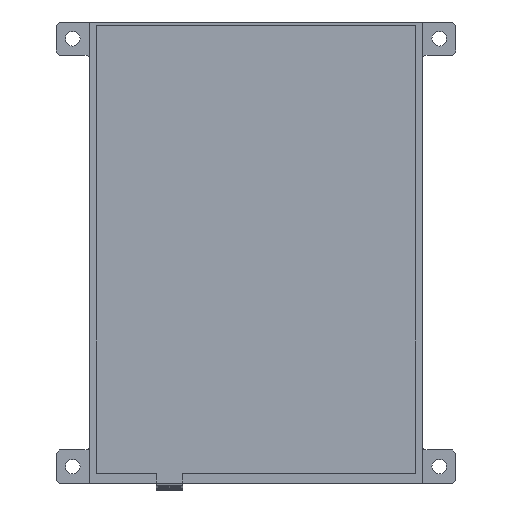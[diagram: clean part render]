
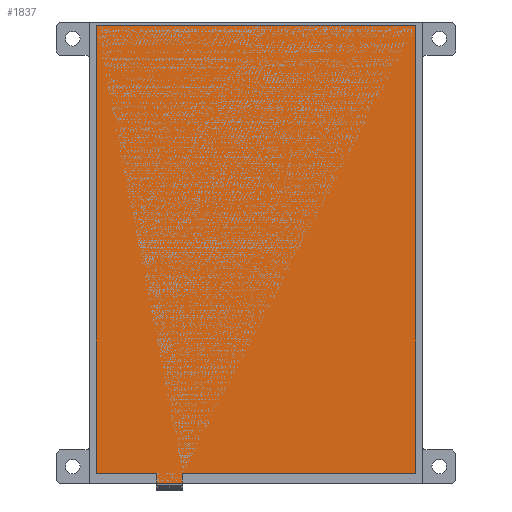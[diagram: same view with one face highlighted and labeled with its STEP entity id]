
A CAD part, top view. The second image highlights one B-rep face of the part: STEP entity #1837.
In plain terms, the highlighted planar face has unit normal (0, 0, 1).
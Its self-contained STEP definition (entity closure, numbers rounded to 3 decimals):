
#75 = VERTEX_POINT('',#76);
#76 = CARTESIAN_POINT('',(15.,1.,9.1));
#82 = EDGE_CURVE('',#83,#75,#85,.T.);
#83 = VERTEX_POINT('',#84);
#84 = CARTESIAN_POINT('',(15.,2.5,9.1));
#85 = LINE('',#86,#87);
#86 = CARTESIAN_POINT('',(15.,2.5,9.1));
#87 = VECTOR('',#88,1.);
#88 = DIRECTION('',(0.,-1.,0.));
#475 = VERTEX_POINT('',#476);
#476 = CARTESIAN_POINT('',(6.,2.5,9.1));
#491 = VERTEX_POINT('',#492);
#492 = CARTESIAN_POINT('',(54.,2.5,9.1));
#498 = EDGE_CURVE('',#499,#491,#501,.T.);
#499 = VERTEX_POINT('',#500);
#500 = CARTESIAN_POINT('',(19.,2.5,9.1));
#501 = LINE('',#502,#503);
#502 = CARTESIAN_POINT('',(19.,2.5,9.1));
#503 = VECTOR('',#504,1.);
#504 = DIRECTION('',(1.,0.,0.));
#521 = EDGE_CURVE('',#475,#83,#522,.T.);
#522 = LINE('',#523,#524);
#523 = CARTESIAN_POINT('',(6.,2.5,9.1));
#524 = VECTOR('',#525,1.);
#525 = DIRECTION('',(1.,0.,0.));
#544 = EDGE_CURVE('',#545,#475,#547,.T.);
#545 = VERTEX_POINT('',#546);
#546 = CARTESIAN_POINT('',(6.,69.7,9.1));
#547 = LINE('',#548,#549);
#548 = CARTESIAN_POINT('',(6.,69.7,9.1));
#549 = VECTOR('',#550,1.);
#550 = DIRECTION('',(0.,-1.,0.));
#970 = VERTEX_POINT('',#971);
#971 = CARTESIAN_POINT('',(19.,1.,9.1));
#977 = EDGE_CURVE('',#970,#75,#978,.T.);
#978 = LINE('',#979,#980);
#979 = CARTESIAN_POINT('',(19.,1.,9.1));
#980 = VECTOR('',#981,1.);
#981 = DIRECTION('',(-1.,0.,0.));
#1547 = EDGE_CURVE('',#545,#1548,#1550,.T.);
#1548 = VERTEX_POINT('',#1549);
#1549 = CARTESIAN_POINT('',(54.,69.7,9.1));
#1550 = LINE('',#1551,#1552);
#1551 = CARTESIAN_POINT('',(6.,69.7,9.1));
#1552 = VECTOR('',#1553,1.);
#1553 = DIRECTION('',(1.,0.,0.));
#1799 = EDGE_CURVE('',#499,#970,#1800,.T.);
#1800 = LINE('',#1801,#1802);
#1801 = CARTESIAN_POINT('',(19.,2.5,9.1));
#1802 = VECTOR('',#1803,1.);
#1803 = DIRECTION('',(0.,-1.,0.));
#1826 = EDGE_CURVE('',#491,#1548,#1827,.T.);
#1827 = LINE('',#1828,#1829);
#1828 = CARTESIAN_POINT('',(54.,2.5,9.1));
#1829 = VECTOR('',#1830,1.);
#1830 = DIRECTION('',(0.,1.,0.));
#1837 = ADVANCED_FACE('',(#1838),#1848,.T.);
#1838 = FACE_BOUND('',#1839,.T.);
#1839 = EDGE_LOOP('',(#1840,#1841,#1842,#1843,#1844,#1845,#1846,#1847));
#1840 = ORIENTED_EDGE('',*,*,#1826,.T.);
#1841 = ORIENTED_EDGE('',*,*,#1547,.F.);
#1842 = ORIENTED_EDGE('',*,*,#544,.T.);
#1843 = ORIENTED_EDGE('',*,*,#521,.T.);
#1844 = ORIENTED_EDGE('',*,*,#82,.T.);
#1845 = ORIENTED_EDGE('',*,*,#977,.F.);
#1846 = ORIENTED_EDGE('',*,*,#1799,.F.);
#1847 = ORIENTED_EDGE('',*,*,#498,.T.);
#1848 = PLANE('',#1849);
#1849 = AXIS2_PLACEMENT_3D('',#1850,#1851,#1852);
#1850 = CARTESIAN_POINT('',(54.,2.5,9.1));
#1851 = DIRECTION('',(0.,0.,1.));
#1852 = DIRECTION('',(0.,1.,0.));
